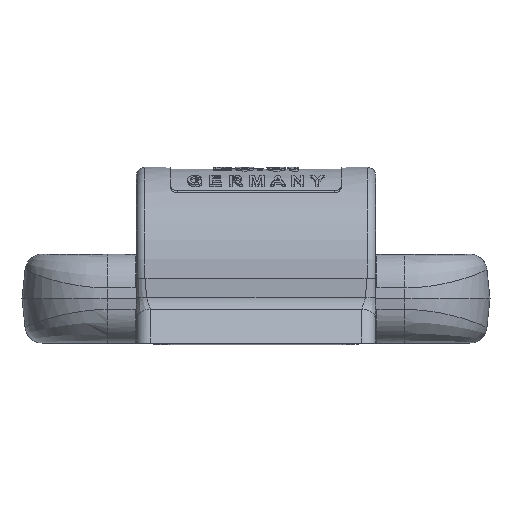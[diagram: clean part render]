
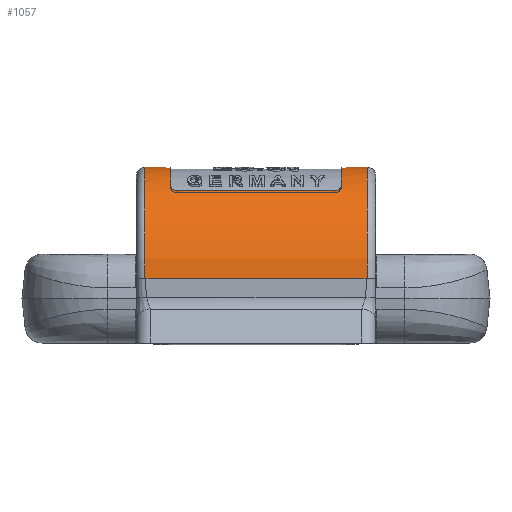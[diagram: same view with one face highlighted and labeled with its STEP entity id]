
A CAD part, front view. The second image highlights one B-rep face of the part: STEP entity #1057.
In plain terms, the highlighted cylindrical face has radius 65 mm (diameter 130 mm), a partial arc.
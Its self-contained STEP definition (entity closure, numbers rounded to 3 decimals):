
#1057=ADVANCED_FACE('',(#2503,#2504),#1562,.T.);
#1562=CYLINDRICAL_SURFACE('',#8677,65.);
#1624=LINE('',#10676,#2036);
#1625=LINE('',#10694,#2037);
#2036=VECTOR('',#9176,1.);
#2037=VECTOR('',#9179,1.);
#2503=FACE_BOUND('',#2550,.T.);
#2504=FACE_BOUND('',#2551,.T.);
#2550=EDGE_LOOP('',(#3235,#3236,#3237,#3238,#3239,#3240,#3241,#3242));
#2551=EDGE_LOOP('',(#3243,#3244,#3245,#3246,#3247,#3248,#3249,#3250));
#3092=CIRCLE('',#8673,65.);
#3093=CIRCLE('',#8674,65.);
#3094=CIRCLE('',#8675,65.);
#3095=CIRCLE('',#8676,65.);
#3235=ORIENTED_EDGE('',*,*,#6655,.T.);
#3236=ORIENTED_EDGE('',*,*,#6656,.T.);
#3237=ORIENTED_EDGE('',*,*,#6657,.F.);
#3238=ORIENTED_EDGE('',*,*,#6658,.F.);
#3239=ORIENTED_EDGE('',*,*,#6659,.F.);
#3240=ORIENTED_EDGE('',*,*,#6660,.T.);
#3241=ORIENTED_EDGE('',*,*,#6661,.T.);
#3242=ORIENTED_EDGE('',*,*,#6662,.T.);
#3243=ORIENTED_EDGE('',*,*,#6663,.F.);
#3244=ORIENTED_EDGE('',*,*,#6664,.F.);
#3245=ORIENTED_EDGE('',*,*,#6665,.F.);
#3246=ORIENTED_EDGE('',*,*,#6666,.F.);
#3247=ORIENTED_EDGE('',*,*,#6667,.F.);
#3248=ORIENTED_EDGE('',*,*,#6668,.F.);
#3249=ORIENTED_EDGE('',*,*,#6669,.F.);
#3250=ORIENTED_EDGE('',*,*,#6670,.F.);
#5827=VERTEX_POINT('',#10638);
#5828=VERTEX_POINT('',#10639);
#5829=VERTEX_POINT('',#10641);
#5830=VERTEX_POINT('',#10646);
#5831=VERTEX_POINT('',#10651);
#5832=VERTEX_POINT('',#10656);
#5833=VERTEX_POINT('',#10658);
#5834=VERTEX_POINT('',#10663);
#5835=VERTEX_POINT('',#10674);
#5836=VERTEX_POINT('',#10675);
#5837=VERTEX_POINT('',#10677);
#5838=VERTEX_POINT('',#10684);
#5839=VERTEX_POINT('',#10686);
#5840=VERTEX_POINT('',#10693);
#5841=VERTEX_POINT('',#10695);
#5842=VERTEX_POINT('',#10702);
#6655=EDGE_CURVE('',#5827,#5828,#7951,.T.);
#6656=EDGE_CURVE('',#5828,#5829,#3092,.T.);
#6657=EDGE_CURVE('',#5830,#5829,#7952,.T.);
#6658=EDGE_CURVE('',#5831,#5830,#7953,.T.);
#6659=EDGE_CURVE('',#5832,#5831,#7954,.T.);
#6660=EDGE_CURVE('',#5832,#5833,#3093,.T.);
#6661=EDGE_CURVE('',#5833,#5834,#7955,.T.);
#6662=EDGE_CURVE('',#5834,#5827,#7956,.T.);
#6663=EDGE_CURVE('',#5835,#5836,#7957,.T.);
#6664=EDGE_CURVE('',#5837,#5835,#1624,.T.);
#6665=EDGE_CURVE('',#5838,#5837,#7958,.T.);
#6666=EDGE_CURVE('',#5839,#5838,#3094,.T.);
#6667=EDGE_CURVE('',#5840,#5839,#7959,.T.);
#6668=EDGE_CURVE('',#5841,#5840,#1625,.T.);
#6669=EDGE_CURVE('',#5842,#5841,#7960,.T.);
#6670=EDGE_CURVE('',#5836,#5842,#3095,.T.);
#7951=B_SPLINE_CURVE_WITH_KNOTS('',3,(#10634,#10635,#10636,#10637),
 .UNSPECIFIED.,.F.,.F.,(4,4),(0.,1.),.UNSPECIFIED.);
#7952=B_SPLINE_CURVE_WITH_KNOTS('',3,(#10642,#10643,#10644,#10645),
 .UNSPECIFIED.,.F.,.F.,(4,4),(0.,1.),.UNSPECIFIED.);
#7953=B_SPLINE_CURVE_WITH_KNOTS('',3,(#10647,#10648,#10649,#10650),
 .UNSPECIFIED.,.F.,.F.,(4,4),(0.,1.),.UNSPECIFIED.);
#7954=B_SPLINE_CURVE_WITH_KNOTS('',3,(#10652,#10653,#10654,#10655),
 .UNSPECIFIED.,.F.,.F.,(4,4),(0.,1.),.UNSPECIFIED.);
#7955=B_SPLINE_CURVE_WITH_KNOTS('',3,(#10659,#10660,#10661,#10662),
 .UNSPECIFIED.,.F.,.F.,(4,4),(0.,1.),.UNSPECIFIED.);
#7956=B_SPLINE_CURVE_WITH_KNOTS('',3,(#10664,#10665,#10666,#10667),
 .UNSPECIFIED.,.F.,.F.,(4,4),(0.,1.),.UNSPECIFIED.);
#7957=B_SPLINE_CURVE_WITH_KNOTS('',3,(#10668,#10669,#10670,#10671,#10672,
#10673),.UNSPECIFIED.,.F.,.F.,(4,2,4),(0.,0.5,1.),.UNSPECIFIED.);
#7958=B_SPLINE_CURVE_WITH_KNOTS('',3,(#10678,#10679,#10680,#10681,#10682,
#10683),.UNSPECIFIED.,.F.,.F.,(4,2,4),(0.,0.5,1.),.UNSPECIFIED.);
#7959=B_SPLINE_CURVE_WITH_KNOTS('',3,(#10687,#10688,#10689,#10690,#10691,
#10692),.UNSPECIFIED.,.F.,.F.,(4,2,4),(0.,0.5,1.),.UNSPECIFIED.);
#7960=B_SPLINE_CURVE_WITH_KNOTS('',3,(#10696,#10697,#10698,#10699,#10700,
#10701),.UNSPECIFIED.,.F.,.F.,(4,2,4),(0.,0.5,1.),.UNSPECIFIED.);
#8673=AXIS2_PLACEMENT_3D('',#10640,#9172,#9173);
#8674=AXIS2_PLACEMENT_3D('',#10657,#9174,#9175);
#8675=AXIS2_PLACEMENT_3D('',#10685,#9177,#9178);
#8676=AXIS2_PLACEMENT_3D('',#10703,#9180,#9181);
#8677=AXIS2_PLACEMENT_3D('',#10704,#9182,#9183);
#9172=DIRECTION('',(1.,0.,0.));
#9173=DIRECTION('',(0.,0.,1.));
#9174=DIRECTION('',(-1.,0.,0.));
#9175=DIRECTION('',(0.,0.,-1.));
#9176=DIRECTION('',(1.,0.,0.));
#9177=DIRECTION('',(1.,0.,0.));
#9178=DIRECTION('',(0.,1.,0.));
#9179=DIRECTION('',(-1.,0.,0.));
#9180=DIRECTION('',(-1.,0.,0.));
#9181=DIRECTION('',(0.,-1.,0.));
#9182=DIRECTION('',(-1.,0.,0.));
#9183=DIRECTION('',(0.,0.,1.));
#10634=CARTESIAN_POINT('',(-52.,65.,0.001));
#10635=CARTESIAN_POINT('',(-56.333,65.,0.001));
#10636=CARTESIAN_POINT('',(-60.667,65.,0.001));
#10637=CARTESIAN_POINT('',(-65.,65.,0.001));
#10638=CARTESIAN_POINT('',(-52.,65.,0.001));
#10639=CARTESIAN_POINT('',(-65.,65.,0.001));
#10640=CARTESIAN_POINT('',(-65.,0.,0.));
#10641=CARTESIAN_POINT('',(-65.,-65.,0.001));
#10642=CARTESIAN_POINT('',(-52.,-65.,0.001));
#10643=CARTESIAN_POINT('',(-56.333,-65.,0.001));
#10644=CARTESIAN_POINT('',(-60.667,-65.,0.001));
#10645=CARTESIAN_POINT('',(-65.,-65.,0.001));
#10646=CARTESIAN_POINT('',(-52.,-65.,0.001));
#10647=CARTESIAN_POINT('',(52.,-65.,0.001));
#10648=CARTESIAN_POINT('',(17.333,-65.,0.001));
#10649=CARTESIAN_POINT('',(-17.333,-65.,0.001));
#10650=CARTESIAN_POINT('',(-52.,-65.,0.001));
#10651=CARTESIAN_POINT('',(52.,-65.,0.001));
#10652=CARTESIAN_POINT('',(65.,-65.,0.001));
#10653=CARTESIAN_POINT('',(60.667,-65.,0.001));
#10654=CARTESIAN_POINT('',(56.333,-65.,0.001));
#10655=CARTESIAN_POINT('',(52.,-65.,0.001));
#10656=CARTESIAN_POINT('',(65.,-65.,0.001));
#10657=CARTESIAN_POINT('',(65.,0.,0.));
#10658=CARTESIAN_POINT('',(65.,65.,0.001));
#10659=CARTESIAN_POINT('',(65.,65.,0.001));
#10660=CARTESIAN_POINT('',(60.667,65.,0.001));
#10661=CARTESIAN_POINT('',(56.333,65.,0.001));
#10662=CARTESIAN_POINT('',(52.,65.,0.001));
#10663=CARTESIAN_POINT('',(52.,65.,0.001));
#10664=CARTESIAN_POINT('',(52.,65.,0.001));
#10665=CARTESIAN_POINT('',(17.333,65.,0.001));
#10666=CARTESIAN_POINT('',(-17.333,65.,0.001));
#10667=CARTESIAN_POINT('',(-52.,65.,0.001));
#10668=CARTESIAN_POINT('',(46.,-40.,51.235));
#10669=CARTESIAN_POINT('',(47.183,-40.,51.235));
#10670=CARTESIAN_POINT('',(48.263,-39.457,51.663));
#10671=CARTESIAN_POINT('',(49.653,-37.929,52.795));
#10672=CARTESIAN_POINT('',(50.,-36.98,53.468));
#10673=CARTESIAN_POINT('',(50.,-36.,54.12));
#10674=CARTESIAN_POINT('',(46.,-40.,51.235));
#10675=CARTESIAN_POINT('',(50.,-36.,54.12));
#10676=CARTESIAN_POINT('',(0.,-40.,51.235));
#10677=CARTESIAN_POINT('',(-46.,-40.,51.235));
#10678=CARTESIAN_POINT('',(-50.,-36.,54.12));
#10679=CARTESIAN_POINT('',(-50.,-36.982,53.467));
#10680=CARTESIAN_POINT('',(-49.649,-37.93,52.794));
#10681=CARTESIAN_POINT('',(-48.277,-39.444,51.673));
#10682=CARTESIAN_POINT('',(-47.188,-40.,51.235));
#10683=CARTESIAN_POINT('',(-46.,-40.,51.235));
#10684=CARTESIAN_POINT('',(-50.,-36.,54.12));
#10685=CARTESIAN_POINT('',(-50.,0.,0.));
#10686=CARTESIAN_POINT('',(-50.,36.,54.12));
#10687=CARTESIAN_POINT('',(-46.,40.,51.235));
#10688=CARTESIAN_POINT('',(-47.183,40.,51.235));
#10689=CARTESIAN_POINT('',(-48.263,39.457,51.663));
#10690=CARTESIAN_POINT('',(-49.653,37.929,52.795));
#10691=CARTESIAN_POINT('',(-50.,36.98,53.468));
#10692=CARTESIAN_POINT('',(-50.,36.,54.12));
#10693=CARTESIAN_POINT('',(-46.,40.,51.235));
#10694=CARTESIAN_POINT('',(0.,40.,51.235));
#10695=CARTESIAN_POINT('',(46.,40.,51.235));
#10696=CARTESIAN_POINT('',(50.,36.,54.12));
#10697=CARTESIAN_POINT('',(50.,36.982,53.467));
#10698=CARTESIAN_POINT('',(49.649,37.93,52.794));
#10699=CARTESIAN_POINT('',(48.277,39.444,51.673));
#10700=CARTESIAN_POINT('',(47.188,40.,51.235));
#10701=CARTESIAN_POINT('',(46.,40.,51.235));
#10702=CARTESIAN_POINT('',(50.,36.,54.12));
#10703=CARTESIAN_POINT('',(50.,0.,0.));
#10704=CARTESIAN_POINT('',(0.,0.,0.));
